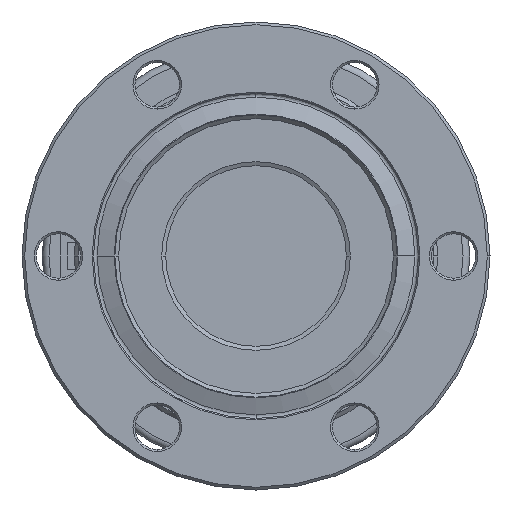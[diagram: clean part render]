
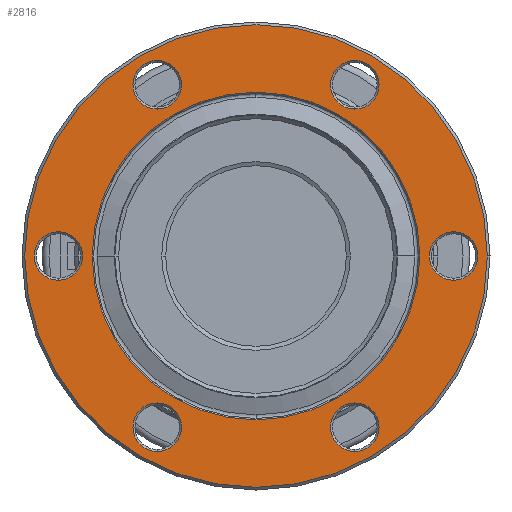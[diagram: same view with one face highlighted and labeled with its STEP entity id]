
A CAD part, left-side view. The second image highlights one B-rep face of the part: STEP entity #2816.
In plain terms, the highlighted planar face has unit normal (-1, 0, 0).
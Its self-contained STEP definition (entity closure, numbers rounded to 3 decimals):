
#1239=CARTESIAN_POINT('',(-5.996,-34.35,0.));
#1240=VERTEX_POINT('',#1239);
#1247=CARTESIAN_POINT('',(-5.996,34.35,0.));
#1248=VERTEX_POINT('',#1247);
#1249=CARTESIAN_POINT('',(-5.996,0.,0.0));
#1250=DIRECTION('',(1.0,0.0,0.0));
#1251=DIRECTION('',(0.0,-1.0,0.0));
#1252=AXIS2_PLACEMENT_3D('',#1249,#1250,#1251);
#1253=CIRCLE('',#1252,34.35);
#1254=EDGE_CURVE('',#1240,#1248,#1253,.T.);
#1561=CARTESIAN_POINT('',(-5.996,14.675,-21.818));
#1562=VERTEX_POINT('',#1561);
#1576=CARTESIAN_POINT('',(-5.996,14.675,-29.018));
#1577=VERTEX_POINT('',#1576);
#1584=CARTESIAN_POINT('',(-5.996,14.675,-25.418));
#1585=DIRECTION('',(-1.0,0.0,0.0));
#1586=DIRECTION('',(0.0,0.0,1.0));
#1587=AXIS2_PLACEMENT_3D('',#1584,#1585,#1586);
#1588=CIRCLE('',#1587,3.6);
#1589=EDGE_CURVE('',#1577,#1562,#1588,.T.);
#1631=CARTESIAN_POINT('',(-5.996,-14.675,-21.818));
#1632=VERTEX_POINT('',#1631);
#1646=CARTESIAN_POINT('',(-5.996,-14.675,-29.018));
#1647=VERTEX_POINT('',#1646);
#1654=CARTESIAN_POINT('',(-5.996,-14.675,-25.418));
#1655=DIRECTION('',(-1.0,0.0,0.0));
#1656=DIRECTION('',(0.0,0.0,1.0));
#1657=AXIS2_PLACEMENT_3D('',#1654,#1655,#1656);
#1658=CIRCLE('',#1657,3.6);
#1659=EDGE_CURVE('',#1647,#1632,#1658,.T.);
#1701=CARTESIAN_POINT('',(-5.996,-29.35,3.6));
#1702=VERTEX_POINT('',#1701);
#1716=CARTESIAN_POINT('',(-5.996,-29.35,-3.6));
#1717=VERTEX_POINT('',#1716);
#1724=CARTESIAN_POINT('',(-5.996,-29.35,0.));
#1725=DIRECTION('',(-1.0,0.0,0.0));
#1726=DIRECTION('',(0.0,0.0,1.0));
#1727=AXIS2_PLACEMENT_3D('',#1724,#1725,#1726);
#1728=CIRCLE('',#1727,3.6);
#1729=EDGE_CURVE('',#1717,#1702,#1728,.T.);
#1771=CARTESIAN_POINT('',(-5.996,-14.675,29.018));
#1772=VERTEX_POINT('',#1771);
#1786=CARTESIAN_POINT('',(-5.996,-14.675,21.818));
#1787=VERTEX_POINT('',#1786);
#1794=CARTESIAN_POINT('',(-5.996,-14.675,25.418));
#1795=DIRECTION('',(-1.0,0.0,0.0));
#1796=DIRECTION('',(0.0,0.0,1.0));
#1797=AXIS2_PLACEMENT_3D('',#1794,#1795,#1796);
#1798=CIRCLE('',#1797,3.6);
#1799=EDGE_CURVE('',#1787,#1772,#1798,.T.);
#1841=CARTESIAN_POINT('',(-5.996,14.675,29.018));
#1842=VERTEX_POINT('',#1841);
#1856=CARTESIAN_POINT('',(-5.996,14.675,21.818));
#1857=VERTEX_POINT('',#1856);
#1864=CARTESIAN_POINT('',(-5.996,14.675,25.418));
#1865=DIRECTION('',(-1.0,0.0,0.0));
#1866=DIRECTION('',(0.0,0.0,1.0));
#1867=AXIS2_PLACEMENT_3D('',#1864,#1865,#1866);
#1868=CIRCLE('',#1867,3.6);
#1869=EDGE_CURVE('',#1857,#1842,#1868,.T.);
#1911=CARTESIAN_POINT('',(-5.996,29.35,3.6));
#1912=VERTEX_POINT('',#1911);
#1926=CARTESIAN_POINT('',(-5.996,29.35,-3.6));
#1927=VERTEX_POINT('',#1926);
#1934=CARTESIAN_POINT('',(-5.996,29.35,0.0));
#1935=DIRECTION('',(-1.0,0.0,0.0));
#1936=DIRECTION('',(0.0,0.0,1.0));
#1937=AXIS2_PLACEMENT_3D('',#1934,#1935,#1936);
#1938=CIRCLE('',#1937,3.6);
#1939=EDGE_CURVE('',#1927,#1912,#1938,.T.);
#1990=CARTESIAN_POINT('',(-5.996,-24.325,0.));
#1991=VERTEX_POINT('',#1990);
#1999=CARTESIAN_POINT('',(-5.996,24.325,0.));
#2000=VERTEX_POINT('',#1999);
#2007=CARTESIAN_POINT('',(-5.996,0.,0.0));
#2008=DIRECTION('',(-1.0,0.0,0.0));
#2009=DIRECTION('',(0.0,-1.0,0.0));
#2010=AXIS2_PLACEMENT_3D('',#2007,#2008,#2009);
#2011=CIRCLE('',#2010,24.325);
#2012=EDGE_CURVE('',#2000,#1991,#2011,.T.);
#2719=CARTESIAN_POINT('',(-5.996,0.,0.0));
#2720=DIRECTION('',(-1.0,0.0,0.0));
#2721=DIRECTION('',(0.0,-1.0,0.0));
#2722=AXIS2_PLACEMENT_3D('',#2719,#2720,#2721);
#2723=CIRCLE('',#2722,24.325);
#2724=EDGE_CURVE('',#1991,#2000,#2723,.T.);
#2737=CARTESIAN_POINT('',(-5.996,29.438,0.0));
#2738=DIRECTION('',(-1.0,0.0,0.0));
#2739=DIRECTION('',(0.0,0.0,1.0));
#2740=AXIS2_PLACEMENT_3D('',#2737,#2738,#2739);
#2741=PLANE('',#2740);
#2742=CARTESIAN_POINT('',(-5.996,0.,0.0));
#2743=DIRECTION('',(1.0,0.0,0.0));
#2744=DIRECTION('',(0.0,-1.0,0.0));
#2745=AXIS2_PLACEMENT_3D('',#2742,#2743,#2744);
#2746=CIRCLE('',#2745,34.35);
#2747=EDGE_CURVE('',#1248,#1240,#2746,.T.);
#2748=ORIENTED_EDGE('',*,*,#2747,.F.);
#2749=ORIENTED_EDGE('',*,*,#1254,.F.);
#2750=EDGE_LOOP('',(#2748,#2749));
#2751=FACE_OUTER_BOUND('',#2750,.T.);
#2752=ORIENTED_EDGE('',*,*,#1939,.F.);
#2753=CARTESIAN_POINT('',(-5.996,29.35,0.0));
#2754=DIRECTION('',(-1.0,0.0,0.0));
#2755=DIRECTION('',(0.0,0.0,1.0));
#2756=AXIS2_PLACEMENT_3D('',#2753,#2754,#2755);
#2757=CIRCLE('',#2756,3.6);
#2758=EDGE_CURVE('',#1912,#1927,#2757,.T.);
#2759=ORIENTED_EDGE('',*,*,#2758,.F.);
#2760=EDGE_LOOP('',(#2752,#2759));
#2761=FACE_BOUND('',#2760,.T.);
#2762=ORIENTED_EDGE('',*,*,#1799,.F.);
#2763=CARTESIAN_POINT('',(-5.996,-14.675,25.418));
#2764=DIRECTION('',(-1.0,0.0,0.0));
#2765=DIRECTION('',(0.0,0.0,1.0));
#2766=AXIS2_PLACEMENT_3D('',#2763,#2764,#2765);
#2767=CIRCLE('',#2766,3.6);
#2768=EDGE_CURVE('',#1772,#1787,#2767,.T.);
#2769=ORIENTED_EDGE('',*,*,#2768,.F.);
#2770=EDGE_LOOP('',(#2762,#2769));
#2771=FACE_BOUND('',#2770,.T.);
#2772=ORIENTED_EDGE('',*,*,#1659,.F.);
#2773=CARTESIAN_POINT('',(-5.996,-14.675,-25.418));
#2774=DIRECTION('',(-1.0,0.0,0.0));
#2775=DIRECTION('',(0.0,0.0,1.0));
#2776=AXIS2_PLACEMENT_3D('',#2773,#2774,#2775);
#2777=CIRCLE('',#2776,3.6);
#2778=EDGE_CURVE('',#1632,#1647,#2777,.T.);
#2779=ORIENTED_EDGE('',*,*,#2778,.F.);
#2780=EDGE_LOOP('',(#2772,#2779));
#2781=FACE_BOUND('',#2780,.T.);
#2782=ORIENTED_EDGE('',*,*,#1589,.F.);
#2783=CARTESIAN_POINT('',(-5.996,14.675,-25.418));
#2784=DIRECTION('',(-1.0,0.0,0.0));
#2785=DIRECTION('',(0.0,0.0,1.0));
#2786=AXIS2_PLACEMENT_3D('',#2783,#2784,#2785);
#2787=CIRCLE('',#2786,3.6);
#2788=EDGE_CURVE('',#1562,#1577,#2787,.T.);
#2789=ORIENTED_EDGE('',*,*,#2788,.F.);
#2790=EDGE_LOOP('',(#2782,#2789));
#2791=FACE_BOUND('',#2790,.T.);
#2792=ORIENTED_EDGE('',*,*,#1729,.F.);
#2793=CARTESIAN_POINT('',(-5.996,-29.35,0.));
#2794=DIRECTION('',(-1.0,0.0,0.0));
#2795=DIRECTION('',(0.0,0.0,1.0));
#2796=AXIS2_PLACEMENT_3D('',#2793,#2794,#2795);
#2797=CIRCLE('',#2796,3.6);
#2798=EDGE_CURVE('',#1702,#1717,#2797,.T.);
#2799=ORIENTED_EDGE('',*,*,#2798,.F.);
#2800=EDGE_LOOP('',(#2792,#2799));
#2801=FACE_BOUND('',#2800,.T.);
#2802=ORIENTED_EDGE('',*,*,#1869,.F.);
#2803=CARTESIAN_POINT('',(-5.996,14.675,25.418));
#2804=DIRECTION('',(-1.0,0.0,0.0));
#2805=DIRECTION('',(0.0,0.0,1.0));
#2806=AXIS2_PLACEMENT_3D('',#2803,#2804,#2805);
#2807=CIRCLE('',#2806,3.6);
#2808=EDGE_CURVE('',#1842,#1857,#2807,.T.);
#2809=ORIENTED_EDGE('',*,*,#2808,.F.);
#2810=EDGE_LOOP('',(#2802,#2809));
#2811=FACE_BOUND('',#2810,.T.);
#2812=ORIENTED_EDGE('',*,*,#2012,.F.);
#2813=ORIENTED_EDGE('',*,*,#2724,.F.);
#2814=EDGE_LOOP('',(#2812,#2813));
#2815=FACE_BOUND('',#2814,.T.);
#2816=ADVANCED_FACE('',(#2751,#2761,#2771,#2781,#2791,#2801,#2811,#2815),#2741,.T.);
